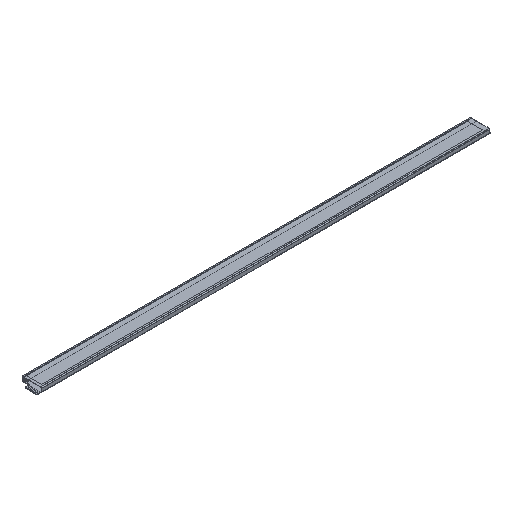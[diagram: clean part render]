
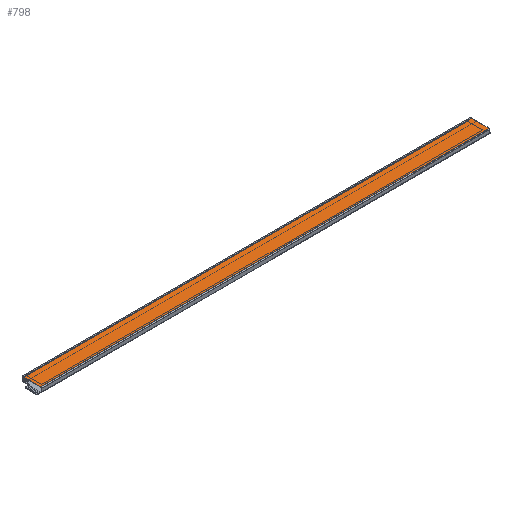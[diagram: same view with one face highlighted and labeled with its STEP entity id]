
A CAD part, isometric view. The second image highlights one B-rep face of the part: STEP entity #798.
In plain terms, the highlighted planar face has unit normal (0, 0, 1).
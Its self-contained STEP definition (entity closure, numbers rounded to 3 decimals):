
#9 = LINE ( 'NONE', #2117, #1247 ) ;
#338 = VERTEX_POINT ( 'NONE', #1091 ) ;
#353 = CARTESIAN_POINT ( 'NONE',  ( 327.5, 0., 0. ) ) ;
#393 = VECTOR ( 'NONE', #1815, 1000. ) ;
#463 = FACE_OUTER_BOUND ( 'NONE', #1980, .T. ) ;
#509 = ORIENTED_EDGE ( 'NONE', *, *, #1547, .T. ) ;
#514 = LINE ( 'NONE', #958, #1538 ) ;
#563 = DIRECTION ( 'NONE',  ( -1., 0., 0. ) ) ;
#731 = DIRECTION ( 'NONE',  ( 1., 0., 0. ) ) ;
#798 = ADVANCED_FACE ( 'NONE', ( #463 ), #2077, .F. ) ;
#805 = ORIENTED_EDGE ( 'NONE', *, *, #927, .T. ) ;
#927 = EDGE_CURVE ( 'NONE', #1775, #2115, #9, .T. ) ;
#958 = CARTESIAN_POINT ( 'NONE',  ( -2., 0.7, 0. ) ) ;
#1081 = LINE ( 'NONE', #353, #393 ) ;
#1091 = CARTESIAN_POINT ( 'NONE',  ( 327.5, 0.7, 0. ) ) ;
#1247 = VECTOR ( 'NONE', #1880, 1000. ) ;
#1264 = EDGE_CURVE ( 'NONE', #338, #2038, #1081, .T. ) ;
#1284 = CARTESIAN_POINT ( 'NONE',  ( -2., 13.4, 0. ) ) ;
#1390 = DIRECTION ( 'NONE',  ( 0., 0., -1. ) ) ;
#1538 = VECTOR ( 'NONE', #731, 1000. ) ;
#1547 = EDGE_CURVE ( 'NONE', #2038, #1775, #2533, .T. ) ;
#1552 = ORIENTED_EDGE ( 'NONE', *, *, #1264, .T. ) ;
#1775 = VERTEX_POINT ( 'NONE', #2024 ) ;
#1815 = DIRECTION ( 'NONE',  ( 0., 1., 0. ) ) ;
#1858 = EDGE_CURVE ( 'NONE', #2115, #338, #514, .T. ) ;
#1880 = DIRECTION ( 'NONE',  ( 0., -1., 0. ) ) ;
#1899 = CARTESIAN_POINT ( 'NONE',  ( 327.5, 13.4, 0. ) ) ;
#1954 = VECTOR ( 'NONE', #2361, 1000. ) ;
#1980 = EDGE_LOOP ( 'NONE', ( #2406, #1552, #509, #805 ) ) ;
#2024 = CARTESIAN_POINT ( 'NONE',  ( -2., 13.4, 0. ) ) ;
#2038 = VERTEX_POINT ( 'NONE', #1899 ) ;
#2072 = AXIS2_PLACEMENT_3D ( 'NONE', #2097, #1390, #563 ) ;
#2077 = PLANE ( 'NONE',  #2072 ) ;
#2097 = CARTESIAN_POINT ( 'NONE',  ( 0., 0., 0. ) ) ;
#2115 = VERTEX_POINT ( 'NONE', #2344 ) ;
#2117 = CARTESIAN_POINT ( 'NONE',  ( -2., 0., 0. ) ) ;
#2344 = CARTESIAN_POINT ( 'NONE',  ( -2., 0.7, 0. ) ) ;
#2361 = DIRECTION ( 'NONE',  ( -1., 0., 0. ) ) ;
#2406 = ORIENTED_EDGE ( 'NONE', *, *, #1858, .T. ) ;
#2533 = LINE ( 'NONE', #1284, #1954 ) ;
